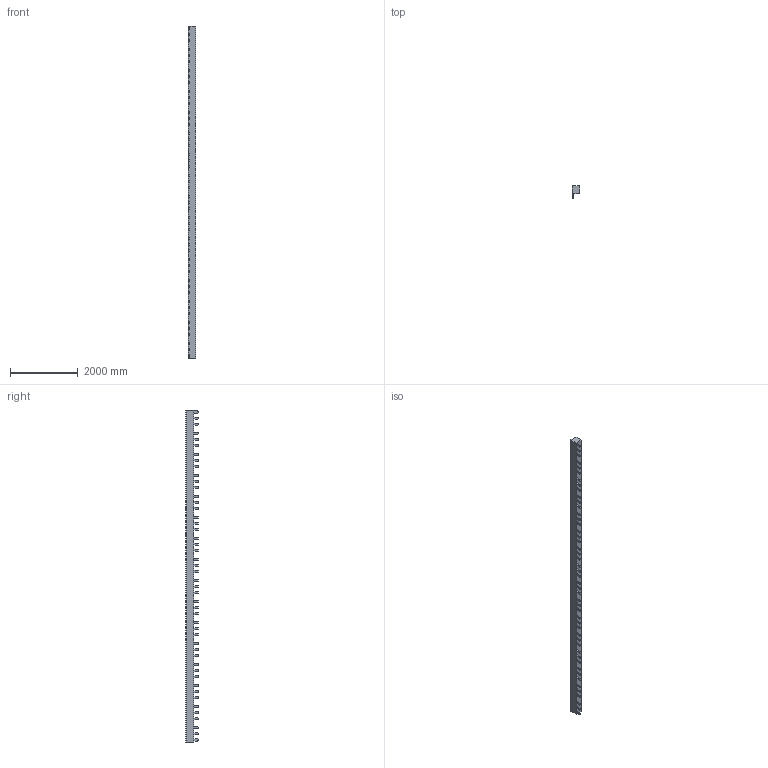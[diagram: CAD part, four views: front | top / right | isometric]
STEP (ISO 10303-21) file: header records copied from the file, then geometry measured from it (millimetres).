
FILE_DESCRIPTION((' '),'2;1');
FILE_NAME('FHL8-A3B1H_3D.stp','2012-08-31T15:50:32',(' '),(' '),' ','ACIS',' ');
FILE_SCHEMA(('CONFIG_CONTROL_DESIGN'));
Length unit declared in the file: millimetre
Products named in the file (1): FHL8-A3B1H_3D.stp
Bounding box: 212 x 365 x 9820 mm (x, y, z)
Volume: 486128937.1 mm3; surface area: 9689600.9 mm2
Topology: 1 solids, 1 shells, 410 faces, 1080 edges, 720 vertices
Faces by surface type: plane 246, cylinder 164
Entity records: 12819 total; most frequent: DIRECTION 2230, CARTESIAN_POINT 2211, ORIENTED_EDGE 2160, EDGE_CURVE 1080, VECTOR 752, LINE 752, AXIS2_PLACEMENT_3D 739, VERTEX_POINT 720
